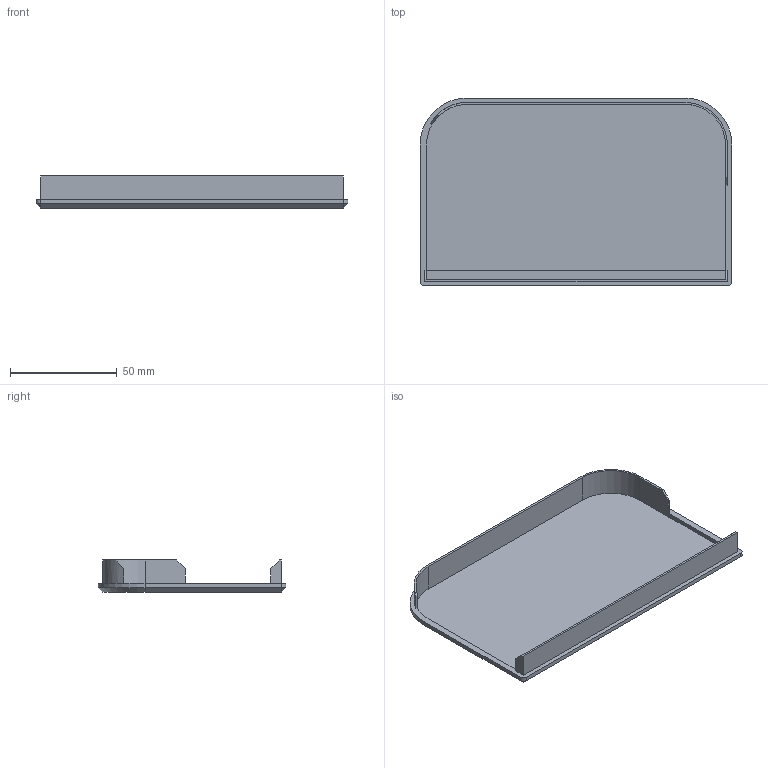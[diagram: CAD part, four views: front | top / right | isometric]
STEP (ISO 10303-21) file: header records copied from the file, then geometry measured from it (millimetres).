
FILE_DESCRIPTION(/* description */ (''),/* implementation_level */ '2;1');
FILE_NAME(/* name */ 'Staff trainer v8.step',/* time_stamp */ '2024-06-03T21:17:06+02:00',/* author */ (''),/* organization */ (''),/* preprocessor_version */ 'ST-DEVELOPER v20',/* originating_system */ 'Autodesk Translation Framework v12.20.1.177',/* authorisation */ '');
FILE_SCHEMA (('AUTOMOTIVE_DESIGN { 1 0 10303 214 3 1 1 }'));
Length unit declared in the file: millimetre
Products named in the file (1): Staff trainer
Bounding box: 146 x 88 x 15 mm (x, y, z)
Volume: 31318 mm3; surface area: 34414.1 mm2
Topology: 1 solids, 1 shells, 46 faces, 115 edges, 70 vertices
Faces by surface type: plane 34, cylinder 8, cone 4
Entity records: 1363 total; most frequent: CARTESIAN_POINT 230, DIRECTION 228, ORIENTED_EDGE 226, EDGE_CURVE 113, LINE 92, VECTOR 92, VERTEX_POINT 70, AXIS2_PLACEMENT_3D 68
